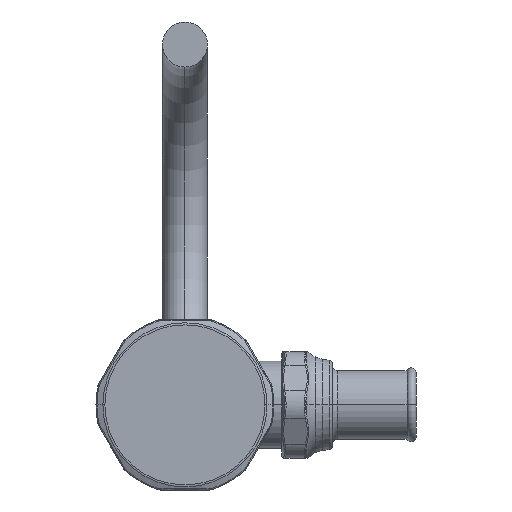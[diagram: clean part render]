
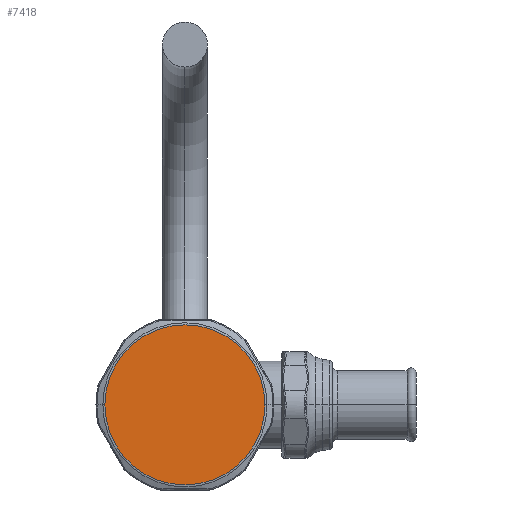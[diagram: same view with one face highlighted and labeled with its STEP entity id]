
A CAD part, front view. The second image highlights one B-rep face of the part: STEP entity #7418.
In plain terms, the highlighted planar face has unit normal (0, -1, 0).
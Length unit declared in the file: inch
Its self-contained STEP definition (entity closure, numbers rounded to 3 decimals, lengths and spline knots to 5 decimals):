
#915=CARTESIAN_POINT('',(0.,0.,0.));
#916=DIRECTION('',(0.,-1.,0.));
#917=DIRECTION('',(-1.,0.,0.));
#918=AXIS2_PLACEMENT_3D('',#915,#916,#917);
#925=CARTESIAN_POINT('',(0.,0.,0.));
#926=DIRECTION('',(0.,-1.,0.));
#927=DIRECTION('',(1.,0.,0.));
#928=AXIS2_PLACEMENT_3D('',#925,#926,#927);
#4960=CARTESIAN_POINT('',(-0.88864,0.,0.));
#4961=CARTESIAN_POINT('',(0.88864,0.,0.));
#4962=VERTEX_POINT('',#4960);
#4963=VERTEX_POINT('',#4961);
#7408=CARTESIAN_POINT('',(0.,0.,0.));
#7409=DIRECTION('',(0.,-1.,0.));
#7410=DIRECTION('',(-1.,0.,0.));
#7411=AXIS2_PLACEMENT_3D('',#7408,#7409,#7410);
#7412=PLANE('',#7411);
#7413=ORIENTED_EDGE('',*,*,#7398,.F.);
#7415=ORIENTED_EDGE('',*,*,#7414,.F.);
#7416=EDGE_LOOP('',(#7413,#7415));
#7417=FACE_OUTER_BOUND('',#7416,.F.);
#7418=ADVANCED_FACE('',(#7417),#7412,.T.);
#919=CIRCLE('',#918,0.88864);
#929=CIRCLE('',#928,0.88864);
#7398=EDGE_CURVE('',#4962,#4963,#919,.T.);
#7414=EDGE_CURVE('',#4963,#4962,#929,.T.);
